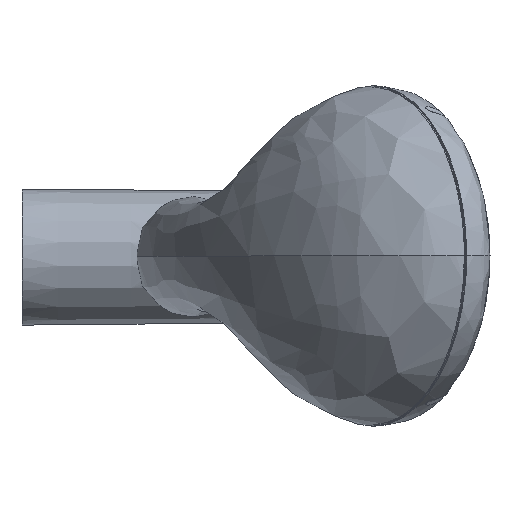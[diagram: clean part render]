
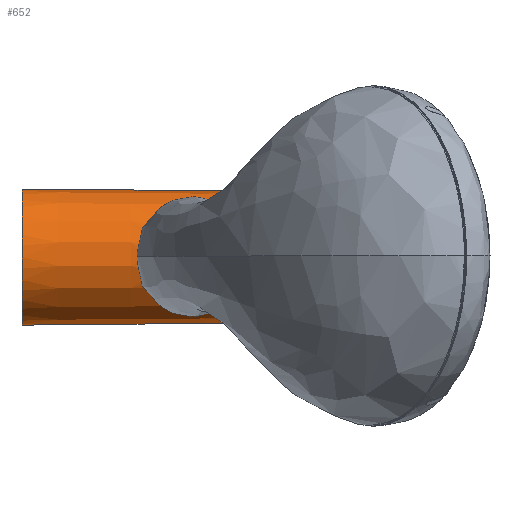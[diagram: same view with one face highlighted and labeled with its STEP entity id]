
A CAD part, top view. The second image highlights one B-rep face of the part: STEP entity #652.
In plain terms, the highlighted conical face has half-angle 0.5 degrees and reference radius 19.441 mm.
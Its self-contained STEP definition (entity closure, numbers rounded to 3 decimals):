
#108=CONICAL_SURFACE('',#817,19.441,0.009);
#113=CIRCLE('',#814,19.441);
#114=CIRCLE('',#816,19.441);
#115=CIRCLE('',#818,20.);
#139=ORIENTED_EDGE('',*,*,#291,.F.);
#140=ORIENTED_EDGE('',*,*,#292,.T.);
#141=ORIENTED_EDGE('',*,*,#293,.F.);
#142=ORIENTED_EDGE('',*,*,#290,.F.);
#143=ORIENTED_EDGE('',*,*,#294,.F.);
#144=ORIENTED_EDGE('',*,*,#295,.F.);
#145=ORIENTED_EDGE('',*,*,#296,.F.);
#146=ORIENTED_EDGE('',*,*,#297,.F.);
#147=ORIENTED_EDGE('',*,*,#298,.F.);
#148=ORIENTED_EDGE('',*,*,#288,.F.);
#149=ORIENTED_EDGE('',*,*,#299,.T.);
#288=EDGE_CURVE('',#367,#368,#113,.T.);
#290=EDGE_CURVE('',#369,#370,#114,.T.);
#291=EDGE_CURVE('',#371,#367,#434,.T.);
#292=EDGE_CURVE('',#371,#372,#435,.T.);
#293=EDGE_CURVE('',#370,#372,#436,.T.);
#294=EDGE_CURVE('',#373,#369,#437,.T.);
#295=EDGE_CURVE('',#374,#373,#438,.T.);
#296=EDGE_CURVE('',#375,#374,#439,.T.);
#297=EDGE_CURVE('',#376,#375,#440,.T.);
#298=EDGE_CURVE('',#368,#376,#441,.T.);
#299=EDGE_CURVE('',#377,#377,#115,.T.);
#367=VERTEX_POINT('',#1002);
#368=VERTEX_POINT('',#1003);
#369=VERTEX_POINT('',#1010);
#370=VERTEX_POINT('',#1011);
#371=VERTEX_POINT('',#1018);
#372=VERTEX_POINT('',#1046);
#373=VERTEX_POINT('',#1055);
#374=VERTEX_POINT('',#1060);
#375=VERTEX_POINT('',#1076);
#376=VERTEX_POINT('',#1081);
#377=VERTEX_POINT('',#1087);
#434=B_SPLINE_CURVE_WITH_KNOTS('',3,(#1014,#1015,#1016,#1017),
 .UNSPECIFIED.,.F.,.F.,(4,4),(0.002,0.008),
 .UNSPECIFIED.);
#435=B_SPLINE_CURVE_WITH_KNOTS('',3,(#1019,#1020,#1021,#1022,#1023,#1024,
#1025,#1026,#1027,#1028,#1029,#1030,#1031,#1032,#1033,#1034,#1035,#1036,
#1037,#1038,#1039,#1040,#1041,#1042,#1043,#1044,#1045),.UNSPECIFIED.,.F.,
 .F.,(4,1,1,1,1,1,1,1,1,1,1,1,1,1,1,1,1,1,1,1,1,1,1,1,4),(0.,
0.002,0.004,0.006,0.008,
0.01,0.012,0.016,0.02,
0.024,0.028,0.032,0.036,
0.04,0.044,0.046,0.048,
0.052,0.054,0.056,0.057,
0.058,0.06,0.062,0.064),
 .UNSPECIFIED.);
#436=B_SPLINE_CURVE_WITH_KNOTS('',3,(#1047,#1048,#1049,#1050),
 .UNSPECIFIED.,.F.,.F.,(4,4),(0.,0.006),.UNSPECIFIED.);
#437=B_SPLINE_CURVE_WITH_KNOTS('',3,(#1051,#1052,#1053,#1054),
 .UNSPECIFIED.,.F.,.F.,(4,4),(0.,0.009),.UNSPECIFIED.);
#438=B_SPLINE_CURVE_WITH_KNOTS('',3,(#1056,#1057,#1058,#1059),
 .UNSPECIFIED.,.F.,.F.,(4,4),(0.,0.006),.UNSPECIFIED.);
#439=B_SPLINE_CURVE_WITH_KNOTS('',3,(#1061,#1062,#1063,#1064,#1065,#1066,
#1067,#1068,#1069,#1070,#1071,#1072,#1073,#1074,#1075),.UNSPECIFIED.,.F.,
 .F.,(4,1,1,1,1,1,1,1,1,1,1,1,4),(0.,0.003,0.005,
0.008,0.011,0.016,0.021,
0.024,0.026,0.032,0.034,
0.037,0.042),.UNSPECIFIED.);
#440=B_SPLINE_CURVE_WITH_KNOTS('',3,(#1077,#1078,#1079,#1080),
 .UNSPECIFIED.,.F.,.F.,(4,4),(0.,0.005),.UNSPECIFIED.);
#441=B_SPLINE_CURVE_WITH_KNOTS('',3,(#1082,#1083,#1084,#1085),
 .UNSPECIFIED.,.F.,.F.,(4,4),(0.,0.009),.UNSPECIFIED.);
#488=EDGE_LOOP('',(#139,#140,#141,#142,#143,#144,#145,#146,#147,#148));
#489=EDGE_LOOP('',(#149));
#563=FACE_BOUND('',#488,.T.);
#564=FACE_BOUND('',#489,.T.);
#652=ADVANCED_FACE('',(#563,#564),#108,.T.);
#814=AXIS2_PLACEMENT_3D('',#1004,#876,#877);
#816=AXIS2_PLACEMENT_3D('',#1012,#880,#881);
#817=AXIS2_PLACEMENT_3D('',#1013,#882,#883);
#818=AXIS2_PLACEMENT_3D('',#1086,#884,#885);
#876=DIRECTION('',(1.,0.,0.));
#877=DIRECTION('',(0.,0.,1.));
#880=DIRECTION('',(1.,0.,0.));
#881=DIRECTION('',(0.,0.,1.));
#882=DIRECTION('',(-1.,0.,0.));
#883=DIRECTION('',(0.,0.,-1.));
#884=DIRECTION('',(1.,0.,0.));
#885=DIRECTION('',(0.,0.,1.));
#1002=CARTESIAN_POINT('',(64.,9.014,-17.225));
#1003=CARTESIAN_POINT('',(64.,9.003,17.231));
#1004=CARTESIAN_POINT('',(64.,0.,0.));
#1010=CARTESIAN_POINT('',(64.,-9.002,17.232));
#1011=CARTESIAN_POINT('',(64.,-9.014,-17.225));
#1012=CARTESIAN_POINT('',(64.,0.,0.));
#1013=CARTESIAN_POINT('',(64.,0.,0.));
#1014=CARTESIAN_POINT('',(58.073,9.024,-17.279));
#1015=CARTESIAN_POINT('',(60.048,9.021,-17.261));
#1016=CARTESIAN_POINT('',(62.024,9.018,-17.243));
#1017=CARTESIAN_POINT('',(64.,9.014,-17.225));
#1018=CARTESIAN_POINT('',(58.073,9.024,-17.279));
#1019=CARTESIAN_POINT('',(58.073,9.024,-17.279));
#1020=CARTESIAN_POINT('',(57.48,9.29,-17.145));
#1021=CARTESIAN_POINT('',(56.299,9.82,-16.865));
#1022=CARTESIAN_POINT('',(54.536,10.61,-16.398));
#1023=CARTESIAN_POINT('',(52.779,11.381,-15.893));
#1024=CARTESIAN_POINT('',(51.047,12.186,-15.302));
#1025=CARTESIAN_POINT('',(49.177,12.673,-14.915));
#1026=CARTESIAN_POINT('',(46.523,12.862,-14.78));
#1027=CARTESIAN_POINT('',(43.303,12.146,-15.447));
#1028=CARTESIAN_POINT('',(40.163,10.166,-16.896));
#1029=CARTESIAN_POINT('',(37.759,7.353,-18.352));
#1030=CARTESIAN_POINT('',(36.198,3.858,-19.429));
#1031=CARTESIAN_POINT('',(35.656,-0.078,-19.824));
#1032=CARTESIAN_POINT('',(36.246,-4.009,-19.398));
#1033=CARTESIAN_POINT('',(37.856,-7.487,-18.296));
#1034=CARTESIAN_POINT('',(39.905,-9.807,-17.071));
#1035=CARTESIAN_POINT('',(41.887,-11.218,-16.129));
#1036=CARTESIAN_POINT('',(44.147,-12.329,-15.277));
#1037=CARTESIAN_POINT('',(46.735,-12.839,-14.797));
#1038=CARTESIAN_POINT('',(49.383,-12.594,-14.98));
#1039=CARTESIAN_POINT('',(50.931,-12.149,-15.329));
#1040=CARTESIAN_POINT('',(52.108,-11.648,-15.698));
#1041=CARTESIAN_POINT('',(53.296,-11.162,-16.037));
#1042=CARTESIAN_POINT('',(54.781,-10.54,-16.44));
#1043=CARTESIAN_POINT('',(56.571,-9.787,-16.881));
#1044=CARTESIAN_POINT('',(57.768,-9.279,-17.149));
#1045=CARTESIAN_POINT('',(58.368,-9.023,-17.276));
#1046=CARTESIAN_POINT('',(58.368,-9.023,-17.276));
#1047=CARTESIAN_POINT('',(64.,-9.014,-17.225));
#1048=CARTESIAN_POINT('',(62.123,-9.017,-17.242));
#1049=CARTESIAN_POINT('',(60.245,-9.02,-17.259));
#1050=CARTESIAN_POINT('',(58.368,-9.023,-17.276));
#1051=CARTESIAN_POINT('',(55.366,-9.005,17.315));
#1052=CARTESIAN_POINT('',(58.244,-9.004,17.287));
#1053=CARTESIAN_POINT('',(61.122,-9.003,17.26));
#1054=CARTESIAN_POINT('',(64.,-9.002,17.232));
#1055=CARTESIAN_POINT('',(55.366,-9.005,17.315));
#1056=CARTESIAN_POINT('',(49.649,-11.15,16.079));
#1057=CARTESIAN_POINT('',(51.734,-10.886,16.24));
#1058=CARTESIAN_POINT('',(53.707,-10.164,16.729));
#1059=CARTESIAN_POINT('',(55.366,-9.005,17.315));
#1060=CARTESIAN_POINT('',(49.649,-11.15,16.079));
#1061=CARTESIAN_POINT('',(50.656,10.942,16.21));
#1062=CARTESIAN_POINT('',(49.812,11.185,16.055));
#1063=CARTESIAN_POINT('',(48.078,11.48,15.861));
#1064=CARTESIAN_POINT('',(45.4,11.323,16.006));
#1065=CARTESIAN_POINT('',(42.883,10.581,16.544));
#1066=CARTESIAN_POINT('',(39.901,8.919,17.57));
#1067=CARTESIAN_POINT('',(37.026,5.755,19.019));
#1068=CARTESIAN_POINT('',(35.749,1.466,19.778));
#1069=CARTESIAN_POINT('',(35.996,-2.104,19.632));
#1070=CARTESIAN_POINT('',(37.054,-5.468,19.03));
#1071=CARTESIAN_POINT('',(39.144,-8.219,17.927));
#1072=CARTESIAN_POINT('',(41.95,-10.116,16.847));
#1073=CARTESIAN_POINT('',(45.169,-11.385,15.979));
#1074=CARTESIAN_POINT('',(47.907,-11.491,15.861));
#1075=CARTESIAN_POINT('',(49.649,-11.15,16.079));
#1076=CARTESIAN_POINT('',(50.656,10.942,16.21));
#1077=CARTESIAN_POINT('',(55.185,9.005,17.317));
#1078=CARTESIAN_POINT('',(53.844,9.935,16.847));
#1079=CARTESIAN_POINT('',(52.302,10.585,16.434));
#1080=CARTESIAN_POINT('',(50.656,10.942,16.21));
#1081=CARTESIAN_POINT('',(55.185,9.005,17.317));
#1082=CARTESIAN_POINT('',(64.,9.003,17.231));
#1083=CARTESIAN_POINT('',(61.062,9.003,17.26));
#1084=CARTESIAN_POINT('',(58.124,9.004,17.288));
#1085=CARTESIAN_POINT('',(55.185,9.005,17.317));
#1086=CARTESIAN_POINT('',(0.,0.,0.));
#1087=CARTESIAN_POINT('',(0.,0.,20.));
